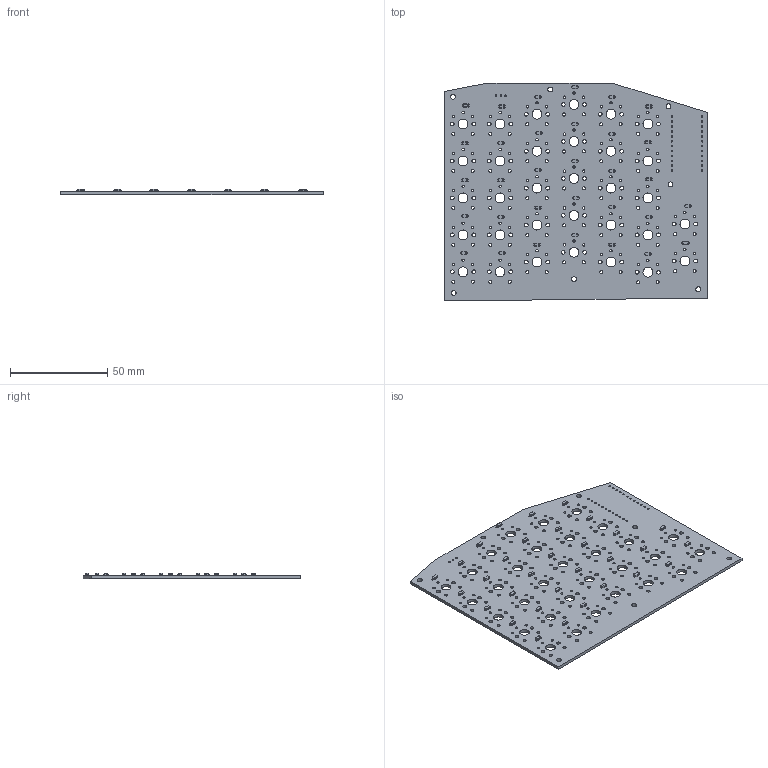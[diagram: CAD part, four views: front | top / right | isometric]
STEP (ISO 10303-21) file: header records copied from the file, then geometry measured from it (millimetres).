
FILE_DESCRIPTION(('KiCad electronic assembly'),'2;1');
FILE_NAME('swing-atreus.step','2023-12-08T01:51:29',('Pcbnew'),('Kicad') ,'Open CASCADE STEP processor 7.6','KiCad to STEP converter','Unknown' );
FILE_SCHEMA(('AUTOMOTIVE_DESIGN { 1 0 10303 214 1 1 1 1 }'));
Length unit declared in the file: millimetre
Products named in the file (4): swing-atreus 1; D_SOD-123; SOLID; PCB
Assembly tree (34 placements, depth 3):
  swing-atreus 1
    D_SOD-123  x32
      SOLID
    PCB
Bounding box: 135.25 x 112 x 2.9 mm (x, y, z)
Volume: 21771.2 mm3; surface area: 31157.6 mm2
Topology: 33 solids, 33 shells, 2444 faces, 5886 edges, 3540 vertices
Faces by surface type: plane 1066, bspline 832, cylinder 546
Full cylindrical faces by diameter (mm): 0.9 x27, 1.2 x96, 1.6 x64, 1.9 x64, 2.5 x7, 5.05 x32
Entity records: 29614 total; most frequent: CARTESIAN_POINT 7972, DIRECTION 3830, ORIENTED_EDGE 2100, PCURVE 2100, DEFINITIONAL_REPRESENTATION 2100, LINE 1878, VECTOR 1878, EDGE_CURVE 1050
